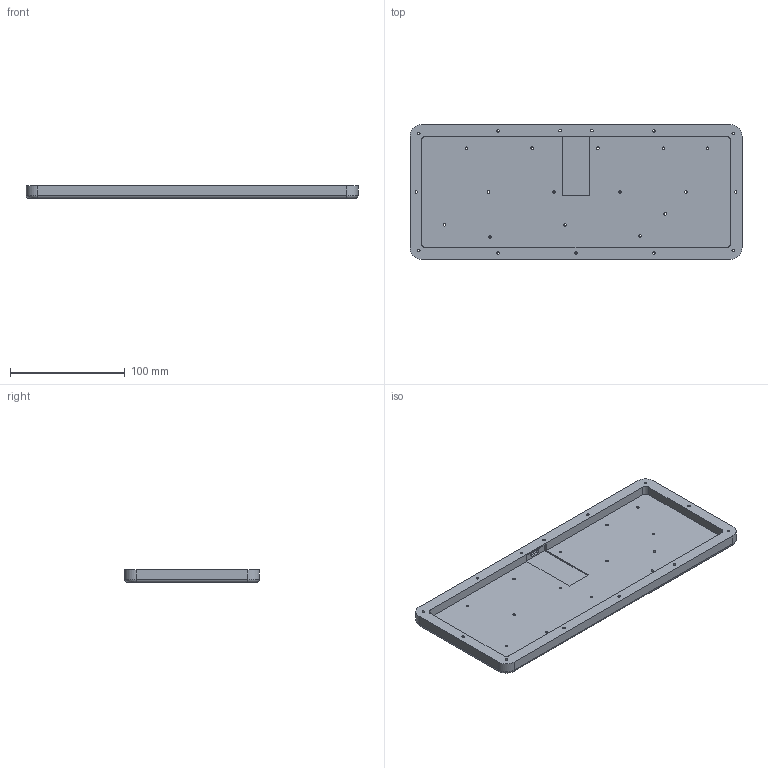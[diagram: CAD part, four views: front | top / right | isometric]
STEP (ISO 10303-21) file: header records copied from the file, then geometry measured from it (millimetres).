
FILE_DESCRIPTION(('HOOPS Exchange Step'),'2;1');
FILE_NAME('temp_export','2023-12-14T17:52:03-05:00',('jscotto'),('Shapr3D Limited'),'HOOPS Exchange 2023.2','Shapr3D','Authorized');
FILE_SCHEMA( ('AUTOMOTIVE_DESIGN { 1 0 10303 214 1 1 1 1 }') );
Length unit declared in the file: millimetre
Products named in the file (1): Case (Bottom)
Bounding box: 288.7 x 117.25 x 11 mm (x, y, z)
Volume: 157444 mm3; surface area: 83297.2 mm2
Topology: 1 solids, 1 shells, 109 faces, 285 edges, 179 vertices
Faces by surface type: cylinder 56, cone 27, plane 22, torus 4
Full cylindrical faces by diameter (mm): 2.2 x27, 4.2 x13
Entity records: 3536 total; most frequent: DIRECTION 648, CARTESIAN_POINT 598, ORIENTED_EDGE 570, EDGE_CURVE 285, AXIS2_PLACEMENT_3D 255, VERTEX_POINT 179, EDGE_LOOP 166, FACE_BOUND 166
